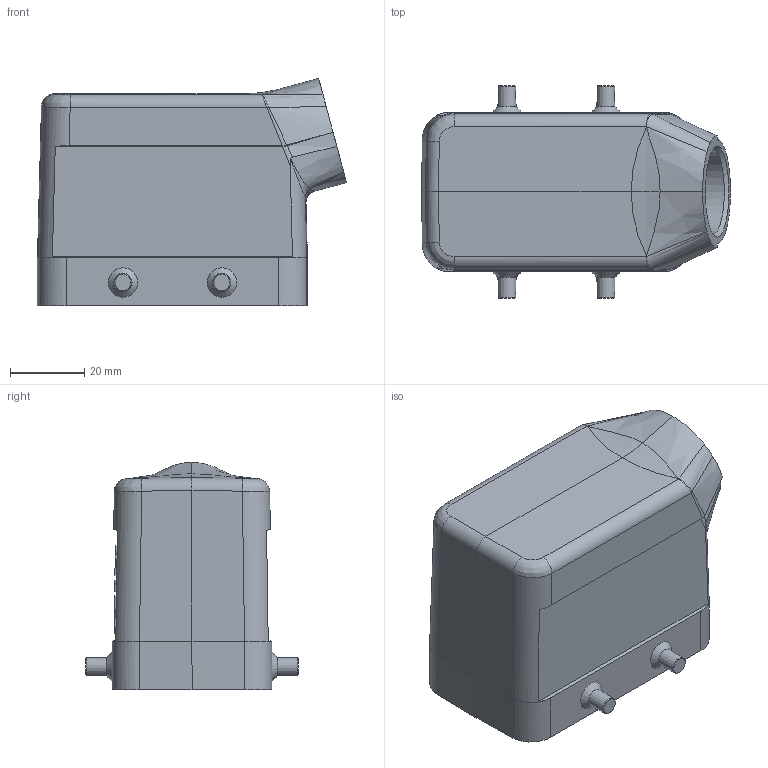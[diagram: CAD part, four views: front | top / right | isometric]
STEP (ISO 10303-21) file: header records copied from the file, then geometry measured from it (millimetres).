
FILE_DESCRIPTION(/* description */ (''),/* implementation_level */ '2;1');
FILE_NAME(/* name */ '100760989ugm000_a.stp',/* time_stamp */ '2019-08-01T08:27:18+02:00',/* author */ (''),/* organization */ (''),/* preprocessor_version */ 'ST-DEVELOPER v16.7',/* originating_system */ 'SIEMENS PLM Software NX 12.0',/* authorisation */ '');
FILE_SCHEMA (('AUTOMOTIVE_DESIGN { 1 0 10303 214 3 1 1 1 }'));
Length unit declared in the file: millimetre
Products named in the file (1): 100760989ugm000_a
Bounding box: 83.12 x 57.2 x 61.09 mm (x, y, z)
Volume: 55489.7 mm3; surface area: 30259.7 mm2
Topology: 1 solids, 1 shells, 337 faces, 870 edges, 551 vertices
Faces by surface type: plane 171, bspline 105, cylinder 38, cone 23
Full cylindrical faces by diameter (mm): 18.5 x1, 22.5 x1
Entity records: 13359 total; most frequent: CARTESIAN_POINT 5367, ORIENTED_EDGE 1662, DIRECTION 1198, EDGE_CURVE 831, VERTEX_POINT 546, LINE 458, VECTOR 458, EDGE_LOOP 389
